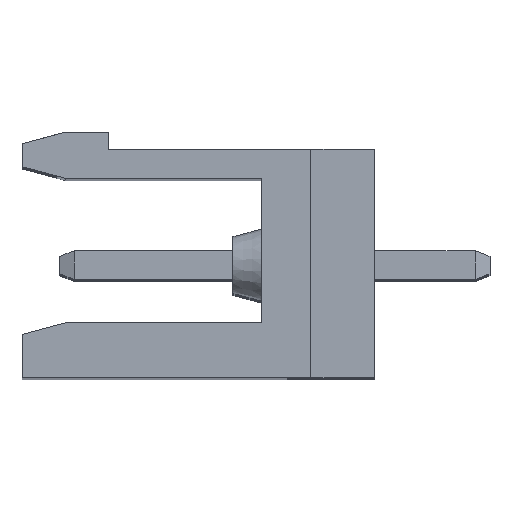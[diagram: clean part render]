
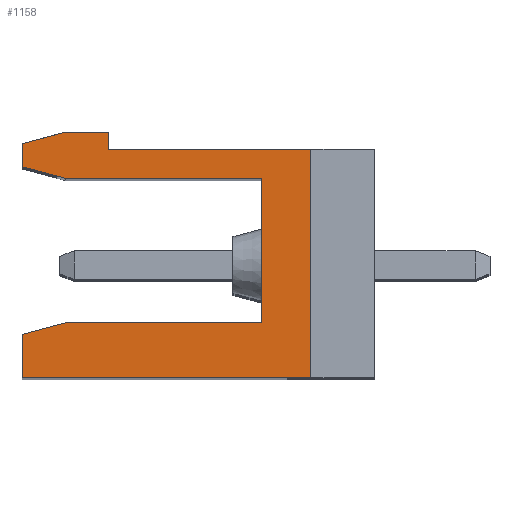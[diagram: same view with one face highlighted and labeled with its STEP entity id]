
A CAD part, top view. The second image highlights one B-rep face of the part: STEP entity #1158.
In plain terms, the highlighted planar face has unit normal (0, 0, 1).
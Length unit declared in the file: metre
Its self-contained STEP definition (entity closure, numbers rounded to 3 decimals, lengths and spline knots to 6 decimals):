
#1158=ADVANCED_FACE('',(#2488),#2489,.F.);
#2488=FACE_OUTER_BOUND('',#3984,.T.);
#2489=PLANE('',#3985);
#3984=EDGE_LOOP('',(#7257,#7258,#7259,#7260,#7261,#7262,#7263,#7264,#7265,#7266,#7267,#7268,#7269));
#3985=AXIS2_PLACEMENT_3D('',#7270,#7271,#7272);
#7257=ORIENTED_EDGE('',*,*,#10063,.F.);
#7258=ORIENTED_EDGE('',*,*,#10064,.F.);
#7259=ORIENTED_EDGE('',*,*,#10019,.F.);
#7260=ORIENTED_EDGE('',*,*,#9799,.F.);
#7261=ORIENTED_EDGE('',*,*,#10065,.T.);
#7262=ORIENTED_EDGE('',*,*,#10066,.T.);
#7263=ORIENTED_EDGE('',*,*,#10067,.T.);
#7264=ORIENTED_EDGE('',*,*,#10068,.T.);
#7265=ORIENTED_EDGE('',*,*,#10069,.T.);
#7266=ORIENTED_EDGE('',*,*,#10070,.T.);
#7267=ORIENTED_EDGE('',*,*,#10071,.T.);
#7268=ORIENTED_EDGE('',*,*,#10072,.T.);
#7269=ORIENTED_EDGE('',*,*,#10073,.F.);
#7270=CARTESIAN_POINT('',(-0.0037,0.0069,0.44824));
#7271=DIRECTION('',(0.0,0.0,-1.0));
#7272=DIRECTION('',(0.0,-1.0,0.0));
#9799=EDGE_CURVE('',#12010,#12006,#12012,.T.);
#10019=EDGE_CURVE('',#12006,#12332,#12333,.T.);
#10063=EDGE_CURVE('',#12393,#12394,#12395,.T.);
#10064=EDGE_CURVE('',#12332,#12393,#12396,.T.);
#10065=EDGE_CURVE('',#12010,#12397,#12398,.T.);
#10066=EDGE_CURVE('',#12397,#12399,#12400,.T.);
#10067=EDGE_CURVE('',#12399,#12401,#12402,.T.);
#10068=EDGE_CURVE('',#12401,#12403,#12404,.T.);
#10069=EDGE_CURVE('',#12403,#12405,#12406,.T.);
#10070=EDGE_CURVE('',#12405,#12407,#12408,.T.);
#10071=EDGE_CURVE('',#12407,#12409,#12410,.T.);
#10072=EDGE_CURVE('',#12409,#12411,#12412,.T.);
#10073=EDGE_CURVE('',#12394,#12411,#12413,.T.);
#12006=VERTEX_POINT('',#15217);
#12010=VERTEX_POINT('',#15225);
#12012=LINE('',#15228,#15229);
#12332=VERTEX_POINT('',#15702);
#12333=LINE('',#15703,#15704);
#12393=VERTEX_POINT('',#15791);
#12394=VERTEX_POINT('',#15792);
#12395=LINE('',#15793,#15794);
#12396=LINE('',#15795,#15796);
#12397=VERTEX_POINT('',#15797);
#12398=LINE('',#15798,#15799);
#12399=VERTEX_POINT('',#15800);
#12400=LINE('',#15801,#15802);
#12401=VERTEX_POINT('',#15803);
#12402=LINE('',#15804,#15805);
#12403=VERTEX_POINT('',#15806);
#12404=LINE('',#15807,#15808);
#12405=VERTEX_POINT('',#15809);
#12406=LINE('',#15810,#15811);
#12407=VERTEX_POINT('',#15812);
#12408=LINE('',#15813,#15814);
#12409=VERTEX_POINT('',#15815);
#12410=LINE('',#15816,#15817);
#12411=VERTEX_POINT('',#15818);
#12412=LINE('',#15819,#15820);
#12413=LINE('',#15821,#15822);
#15217=CARTESIAN_POINT('',(-0.0105,0.0019,0.44824));
#15225=CARTESIAN_POINT('',(-0.012,0.001498,0.44824));
#15228=CARTESIAN_POINT('',(-0.0105,0.0019,0.44824));
#15229=VECTOR('',#17396,1.0);
#15702=CARTESIAN_POINT('',(-0.0037,0.0019,0.44824));
#15703=CARTESIAN_POINT('',(-0.0037,0.0019,0.44824));
#15704=VECTOR('',#17568,1.0);
#15791=CARTESIAN_POINT('',(-0.0037,0.0069,0.44824));
#15792=CARTESIAN_POINT('',(-0.010507,0.0069,0.44824));
#15793=CARTESIAN_POINT('',(-0.010507,0.0069,0.44824));
#15794=VECTOR('',#17599,1.0);
#15795=CARTESIAN_POINT('',(-0.0037,0.0069,0.44824));
#15796=VECTOR('',#17600,1.0);
#15797=CARTESIAN_POINT('',(-0.012,0.,0.44824));
#15798=CARTESIAN_POINT('',(-0.012,0.0082,0.44824));
#15799=VECTOR('',#17601,1.0);
#15800=CARTESIAN_POINT('',(-0.002,0.,0.44824));
#15801=CARTESIAN_POINT('',(-0.012,0.,0.44824));
#15802=VECTOR('',#17602,1.0);
#15803=CARTESIAN_POINT('',(-0.002,0.0079,0.44824));
#15804=CARTESIAN_POINT('',(-0.002,0.0079,0.44824));
#15805=VECTOR('',#17603,1.0);
#15806=CARTESIAN_POINT('',(-0.009,0.0079,0.44824));
#15807=CARTESIAN_POINT('',(-0.0022,0.0079,0.44824));
#15808=VECTOR('',#17604,1.0);
#15809=CARTESIAN_POINT('',(-0.009,0.0085,0.44824));
#15810=CARTESIAN_POINT('',(-0.009,0.0081,0.44824));
#15811=VECTOR('',#17605,1.0);
#15812=CARTESIAN_POINT('',(-0.010507,0.0085,0.44824));
#15813=CARTESIAN_POINT('',(-0.009,0.0085,0.44824));
#15814=VECTOR('',#17606,1.0);
#15815=CARTESIAN_POINT('',(-0.012,0.0081,0.44824));
#15816=CARTESIAN_POINT('',(-0.010507,0.0085,0.44824));
#15817=VECTOR('',#17607,1.0);
#15818=CARTESIAN_POINT('',(-0.012,0.0073,0.44824));
#15819=CARTESIAN_POINT('',(-0.012,0.0082,0.44824));
#15820=VECTOR('',#17608,1.0);
#15821=CARTESIAN_POINT('',(-0.012,0.0073,0.44824));
#15822=VECTOR('',#17609,1.0);
#17396=DIRECTION('',(0.966,0.259,0.0));
#17568=DIRECTION('',(1.0,0.0,0.0));
#17599=DIRECTION('',(-1.0,0.0,0.0));
#17600=DIRECTION('',(0.,1.0,0.0));
#17601=DIRECTION('',(0.0,-1.0,0.0));
#17602=DIRECTION('',(1.0,0.0,0.0));
#17603=DIRECTION('',(0.0,1.0,0.0));
#17604=DIRECTION('',(-1.0,0.0,0.0));
#17605=DIRECTION('',(0.,1.0,0.0));
#17606=DIRECTION('',(-1.0,0.0,0.0));
#17607=DIRECTION('',(-0.966,-0.259,0.0));
#17608=DIRECTION('',(0.0,-1.0,0.0));
#17609=DIRECTION('',(-0.966,0.259,0.0));
